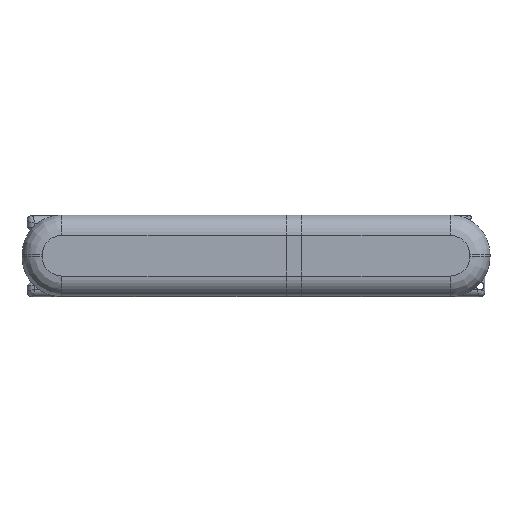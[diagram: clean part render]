
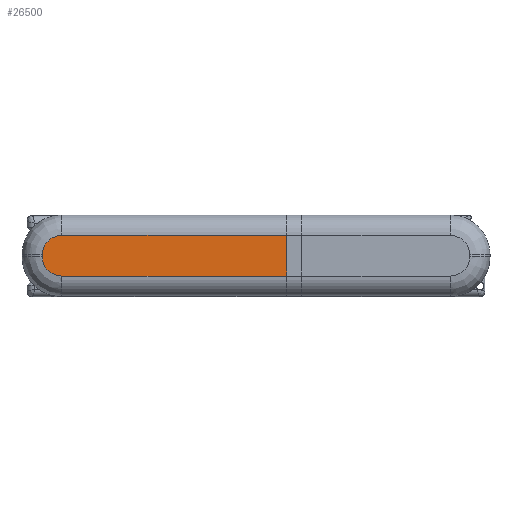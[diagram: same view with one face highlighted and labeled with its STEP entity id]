
A CAD part, top view. The second image highlights one B-rep face of the part: STEP entity #26500.
In plain terms, the highlighted planar face has unit normal (0, 0, 1).
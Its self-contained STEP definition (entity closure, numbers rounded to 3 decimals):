
#15607 = CYLINDRICAL_SURFACE('',#15608,4.);
#15608 = AXIS2_PLACEMENT_3D('',#15609,#15610,#15611);
#15609 = CARTESIAN_POINT('',(52.,-3.,38.));
#15610 = DIRECTION('',(-1.,-0.,-0.));
#15611 = DIRECTION('',(0.,0.,1.));
#18366 = CYLINDRICAL_SURFACE('',#18367,4.);
#18367 = AXIS2_PLACEMENT_3D('',#18368,#18369,#18370);
#18368 = CARTESIAN_POINT('',(4.8,5.,38.));
#18369 = DIRECTION('',(1.,0.,0.));
#18370 = DIRECTION('',(0.,0.,1.));
#23017 = EDGE_CURVE('',#23018,#23020,#23022,.T.);
#23018 = VERTEX_POINT('',#23019);
#23019 = CARTESIAN_POINT('',(49.,-3.,42.));
#23020 = VERTEX_POINT('',#23021);
#23021 = CARTESIAN_POINT('',(4.8,-3.,42.));
#23022 = SURFACE_CURVE('',#23023,(#23027,#23034),.PCURVE_S1.);
#23023 = LINE('',#23024,#23025);
#23024 = CARTESIAN_POINT('',(52.,-3.,42.));
#23025 = VECTOR('',#23026,1.);
#23026 = DIRECTION('',(-1.,-0.,-0.));
#23027 = PCURVE('',#15607,#23028);
#23028 = DEFINITIONAL_REPRESENTATION('',(#23029),#23033);
#23029 = LINE('',#23030,#23031);
#23030 = CARTESIAN_POINT('',(-0.,0.));
#23031 = VECTOR('',#23032,1.);
#23032 = DIRECTION('',(-0.,1.));
#23033 = ( GEOMETRIC_REPRESENTATION_CONTEXT(2) 
PARAMETRIC_REPRESENTATION_CONTEXT() REPRESENTATION_CONTEXT('2D SPACE',''
  ) );
#23034 = PCURVE('',#23035,#23040);
#23035 = PLANE('',#23036);
#23036 = AXIS2_PLACEMENT_3D('',#23037,#23038,#23039);
#23037 = CARTESIAN_POINT('',(-3.,-7.,42.));
#23038 = DIRECTION('',(0.,0.,1.));
#23039 = DIRECTION('',(1.,0.,0.));
#23040 = DEFINITIONAL_REPRESENTATION('',(#23041),#23045);
#23041 = LINE('',#23042,#23043);
#23042 = CARTESIAN_POINT('',(55.,4.));
#23043 = VECTOR('',#23044,1.);
#23044 = DIRECTION('',(-1.,-0.));
#23045 = ( GEOMETRIC_REPRESENTATION_CONTEXT(2) 
PARAMETRIC_REPRESENTATION_CONTEXT() REPRESENTATION_CONTEXT('2D SPACE',''
  ) );
#23113 = SURFACE_OF_REVOLUTION('',#23114,#23127);
#23114 = B_SPLINE_CURVE_WITH_KNOTS('',6,(#23115,#23116,#23117,#23118,
    #23119,#23120,#23121,#23122,#23123,#23124,#23125,#23126),
  .UNSPECIFIED.,.F.,.F.,(7,5,7),(4.712,5.498,
    6.283),.UNSPECIFIED.);
#23115 = CARTESIAN_POINT('',(4.8,-3.,42.));
#23116 = CARTESIAN_POINT('',(4.8,-3.524,42.));
#23117 = CARTESIAN_POINT('',(4.8,-4.047,41.918));
#23118 = CARTESIAN_POINT('',(4.8,-4.555,41.753));
#23119 = CARTESIAN_POINT('',(4.8,-5.03,41.511));
#23120 = CARTESIAN_POINT('',(4.8,-5.458,41.199));
#23121 = CARTESIAN_POINT('',(4.8,-6.199,40.458));
#23122 = CARTESIAN_POINT('',(4.8,-6.511,40.03));
#23123 = CARTESIAN_POINT('',(4.8,-6.753,39.555));
#23124 = CARTESIAN_POINT('',(4.8,-6.918,39.047));
#23125 = CARTESIAN_POINT('',(4.8,-7.,38.524));
#23126 = CARTESIAN_POINT('',(4.8,-7.,38.));
#23127 = AXIS1_PLACEMENT('',#23128,#23129);
#23128 = CARTESIAN_POINT('',(4.8,0.8,38.));
#23129 = DIRECTION('',(-0.,-0.,-1.));
#24721 = EDGE_CURVE('',#24722,#24724,#24726,.T.);
#24722 = VERTEX_POINT('',#24723);
#24723 = CARTESIAN_POINT('',(4.8,5.,42.));
#24724 = VERTEX_POINT('',#24725);
#24725 = CARTESIAN_POINT('',(49.,5.,42.));
#24726 = SURFACE_CURVE('',#24727,(#24731,#24738),.PCURVE_S1.);
#24727 = LINE('',#24728,#24729);
#24728 = CARTESIAN_POINT('',(4.8,5.,42.));
#24729 = VECTOR('',#24730,1.);
#24730 = DIRECTION('',(1.,0.,0.));
#24731 = PCURVE('',#18366,#24732);
#24732 = DEFINITIONAL_REPRESENTATION('',(#24733),#24737);
#24733 = LINE('',#24734,#24735);
#24734 = CARTESIAN_POINT('',(-0.,0.));
#24735 = VECTOR('',#24736,1.);
#24736 = DIRECTION('',(-0.,1.));
#24737 = ( GEOMETRIC_REPRESENTATION_CONTEXT(2) 
PARAMETRIC_REPRESENTATION_CONTEXT() REPRESENTATION_CONTEXT('2D SPACE',''
  ) );
#24738 = PCURVE('',#23035,#24739);
#24739 = DEFINITIONAL_REPRESENTATION('',(#24740),#24744);
#24740 = LINE('',#24741,#24742);
#24741 = CARTESIAN_POINT('',(7.8,12.));
#24742 = VECTOR('',#24743,1.);
#24743 = DIRECTION('',(1.,0.));
#24744 = ( GEOMETRIC_REPRESENTATION_CONTEXT(2) 
PARAMETRIC_REPRESENTATION_CONTEXT() REPRESENTATION_CONTEXT('2D SPACE',''
  ) );
#24762 = SURFACE_OF_REVOLUTION('',#24763,#24776);
#24763 = B_SPLINE_CURVE_WITH_KNOTS('',6,(#24764,#24765,#24766,#24767,
    #24768,#24769,#24770,#24771,#24772,#24773,#24774,#24775),
  .UNSPECIFIED.,.F.,.F.,(7,5,7),(4.712,5.498,
    6.283),.UNSPECIFIED.);
#24764 = CARTESIAN_POINT('',(1.,1.2,42.));
#24765 = CARTESIAN_POINT('',(0.476,1.2,42.));
#24766 = CARTESIAN_POINT('',(-0.047,1.2,41.918));
#24767 = CARTESIAN_POINT('',(-0.555,1.2,41.753));
#24768 = CARTESIAN_POINT('',(-1.03,1.2,41.511));
#24769 = CARTESIAN_POINT('',(-1.458,1.2,41.199));
#24770 = CARTESIAN_POINT('',(-2.199,1.2,40.458));
#24771 = CARTESIAN_POINT('',(-2.511,1.2,40.03));
#24772 = CARTESIAN_POINT('',(-2.753,1.2,39.555));
#24773 = CARTESIAN_POINT('',(-2.918,1.2,39.047));
#24774 = CARTESIAN_POINT('',(-3.,1.2,38.524));
#24775 = CARTESIAN_POINT('',(-3.,1.2,38.));
#24776 = AXIS1_PLACEMENT('',#24777,#24778);
#24777 = CARTESIAN_POINT('',(4.8,1.2,38.));
#24778 = DIRECTION('',(-0.,-0.,-1.));
#26500 = ADVANCED_FACE('',(#26501),#23035,.T.);
#26501 = FACE_BOUND('',#26502,.T.);
#26502 = EDGE_LOOP('',(#26503,#26504,#26530,#26531,#26559,#26587));
#26503 = ORIENTED_EDGE('',*,*,#23017,.F.);
#26504 = ORIENTED_EDGE('',*,*,#26505,.F.);
#26505 = EDGE_CURVE('',#24724,#23018,#26506,.T.);
#26506 = SURFACE_CURVE('',#26507,(#26511,#26518),.PCURVE_S1.);
#26507 = LINE('',#26508,#26509);
#26508 = CARTESIAN_POINT('',(49.,9.,42.));
#26509 = VECTOR('',#26510,1.);
#26510 = DIRECTION('',(0.,-1.,0.));
#26511 = PCURVE('',#23035,#26512);
#26512 = DEFINITIONAL_REPRESENTATION('',(#26513),#26517);
#26513 = LINE('',#26514,#26515);
#26514 = CARTESIAN_POINT('',(52.,16.));
#26515 = VECTOR('',#26516,1.);
#26516 = DIRECTION('',(0.,-1.));
#26517 = ( GEOMETRIC_REPRESENTATION_CONTEXT(2) 
PARAMETRIC_REPRESENTATION_CONTEXT() REPRESENTATION_CONTEXT('2D SPACE',''
  ) );
#26518 = PCURVE('',#26519,#26524);
#26519 = PLANE('',#26520);
#26520 = AXIS2_PLACEMENT_3D('',#26521,#26522,#26523);
#26521 = CARTESIAN_POINT('',(89.,9.,42.));
#26522 = DIRECTION('',(0.,0.,1.));
#26523 = DIRECTION('',(-1.,0.,0.));
#26524 = DEFINITIONAL_REPRESENTATION('',(#26525),#26529);
#26525 = LINE('',#26526,#26527);
#26526 = CARTESIAN_POINT('',(40.,0.));
#26527 = VECTOR('',#26528,1.);
#26528 = DIRECTION('',(0.,1.));
#26529 = ( GEOMETRIC_REPRESENTATION_CONTEXT(2) 
PARAMETRIC_REPRESENTATION_CONTEXT() REPRESENTATION_CONTEXT('2D SPACE',''
  ) );
#26530 = ORIENTED_EDGE('',*,*,#24721,.F.);
#26531 = ORIENTED_EDGE('',*,*,#26532,.F.);
#26532 = EDGE_CURVE('',#26533,#24722,#26535,.T.);
#26533 = VERTEX_POINT('',#26534);
#26534 = CARTESIAN_POINT('',(1.,1.2,42.));
#26535 = SURFACE_CURVE('',#26536,(#26541,#26552),.PCURVE_S1.);
#26536 = CIRCLE('',#26537,3.8);
#26537 = AXIS2_PLACEMENT_3D('',#26538,#26539,#26540);
#26538 = CARTESIAN_POINT('',(4.8,1.2,42.));
#26539 = DIRECTION('',(-0.,0.,-1.));
#26540 = DIRECTION('',(-1.,0.,0.));
#26541 = PCURVE('',#23035,#26542);
#26542 = DEFINITIONAL_REPRESENTATION('',(#26543),#26551);
#26543 = ( BOUNDED_CURVE() B_SPLINE_CURVE(2,(#26544,#26545,#26546,#26547
    ,#26548,#26549,#26550),.UNSPECIFIED.,.T.,.F.) 
B_SPLINE_CURVE_WITH_KNOTS((1,2,2,2,2,1),(-2.094,0.,
    2.094,4.189,6.283,8.378),
.UNSPECIFIED.) CURVE() GEOMETRIC_REPRESENTATION_ITEM() 
RATIONAL_B_SPLINE_CURVE((1.,0.5,1.,0.5,1.,0.5,1.)) REPRESENTATION_ITEM(
  '') );
#26544 = CARTESIAN_POINT('',(4.,8.2));
#26545 = CARTESIAN_POINT('',(4.,14.782));
#26546 = CARTESIAN_POINT('',(9.7,11.491));
#26547 = CARTESIAN_POINT('',(15.4,8.2));
#26548 = CARTESIAN_POINT('',(9.7,4.909));
#26549 = CARTESIAN_POINT('',(4.,1.618));
#26550 = CARTESIAN_POINT('',(4.,8.2));
#26551 = ( GEOMETRIC_REPRESENTATION_CONTEXT(2) 
PARAMETRIC_REPRESENTATION_CONTEXT() REPRESENTATION_CONTEXT('2D SPACE',''
  ) );
#26552 = PCURVE('',#24762,#26553);
#26553 = DEFINITIONAL_REPRESENTATION('',(#26554),#26558);
#26554 = LINE('',#26555,#26556);
#26555 = CARTESIAN_POINT('',(0.,4.712));
#26556 = VECTOR('',#26557,1.);
#26557 = DIRECTION('',(1.,0.));
#26558 = ( GEOMETRIC_REPRESENTATION_CONTEXT(2) 
PARAMETRIC_REPRESENTATION_CONTEXT() REPRESENTATION_CONTEXT('2D SPACE',''
  ) );
#26559 = ORIENTED_EDGE('',*,*,#26560,.F.);
#26560 = EDGE_CURVE('',#26561,#26533,#26563,.T.);
#26561 = VERTEX_POINT('',#26562);
#26562 = CARTESIAN_POINT('',(1.,0.8,42.));
#26563 = SURFACE_CURVE('',#26564,(#26568,#26575),.PCURVE_S1.);
#26564 = LINE('',#26565,#26566);
#26565 = CARTESIAN_POINT('',(1.,0.8,42.));
#26566 = VECTOR('',#26567,1.);
#26567 = DIRECTION('',(0.,1.,0.));
#26568 = PCURVE('',#23035,#26569);
#26569 = DEFINITIONAL_REPRESENTATION('',(#26570),#26574);
#26570 = LINE('',#26571,#26572);
#26571 = CARTESIAN_POINT('',(4.,7.8));
#26572 = VECTOR('',#26573,1.);
#26573 = DIRECTION('',(0.,1.));
#26574 = ( GEOMETRIC_REPRESENTATION_CONTEXT(2) 
PARAMETRIC_REPRESENTATION_CONTEXT() REPRESENTATION_CONTEXT('2D SPACE',''
  ) );
#26575 = PCURVE('',#26576,#26581);
#26576 = CYLINDRICAL_SURFACE('',#26577,4.);
#26577 = AXIS2_PLACEMENT_3D('',#26578,#26579,#26580);
#26578 = CARTESIAN_POINT('',(1.,0.8,38.));
#26579 = DIRECTION('',(0.,1.,0.));
#26580 = DIRECTION('',(0.,0.,1.));
#26581 = DEFINITIONAL_REPRESENTATION('',(#26582),#26586);
#26582 = LINE('',#26583,#26584);
#26583 = CARTESIAN_POINT('',(-0.,0.));
#26584 = VECTOR('',#26585,1.);
#26585 = DIRECTION('',(-0.,1.));
#26586 = ( GEOMETRIC_REPRESENTATION_CONTEXT(2) 
PARAMETRIC_REPRESENTATION_CONTEXT() REPRESENTATION_CONTEXT('2D SPACE',''
  ) );
#26587 = ORIENTED_EDGE('',*,*,#26588,.F.);
#26588 = EDGE_CURVE('',#23020,#26561,#26589,.T.);
#26589 = SURFACE_CURVE('',#26590,(#26595,#26606),.PCURVE_S1.);
#26590 = CIRCLE('',#26591,3.8);
#26591 = AXIS2_PLACEMENT_3D('',#26592,#26593,#26594);
#26592 = CARTESIAN_POINT('',(4.8,0.8,42.));
#26593 = DIRECTION('',(-0.,0.,-1.));
#26594 = DIRECTION('',(0.,-1.,0.));
#26595 = PCURVE('',#23035,#26596);
#26596 = DEFINITIONAL_REPRESENTATION('',(#26597),#26605);
#26597 = ( BOUNDED_CURVE() B_SPLINE_CURVE(2,(#26598,#26599,#26600,#26601
    ,#26602,#26603,#26604),.UNSPECIFIED.,.T.,.F.) 
B_SPLINE_CURVE_WITH_KNOTS((1,2,2,2,2,1),(-2.094,0.,
    2.094,4.189,6.283,8.378),
.UNSPECIFIED.) CURVE() GEOMETRIC_REPRESENTATION_ITEM() 
RATIONAL_B_SPLINE_CURVE((1.,0.5,1.,0.5,1.,0.5,1.)) REPRESENTATION_ITEM(
  '') );
#26598 = CARTESIAN_POINT('',(7.8,4.));
#26599 = CARTESIAN_POINT('',(1.218,4.));
#26600 = CARTESIAN_POINT('',(4.509,9.7));
#26601 = CARTESIAN_POINT('',(7.8,15.4));
#26602 = CARTESIAN_POINT('',(11.091,9.7));
#26603 = CARTESIAN_POINT('',(14.382,4.));
#26604 = CARTESIAN_POINT('',(7.8,4.));
#26605 = ( GEOMETRIC_REPRESENTATION_CONTEXT(2) 
PARAMETRIC_REPRESENTATION_CONTEXT() REPRESENTATION_CONTEXT('2D SPACE',''
  ) );
#26606 = PCURVE('',#23113,#26607);
#26607 = DEFINITIONAL_REPRESENTATION('',(#26608),#26612);
#26608 = LINE('',#26609,#26610);
#26609 = CARTESIAN_POINT('',(0.,4.712));
#26610 = VECTOR('',#26611,1.);
#26611 = DIRECTION('',(1.,0.));
#26612 = ( GEOMETRIC_REPRESENTATION_CONTEXT(2) 
PARAMETRIC_REPRESENTATION_CONTEXT() REPRESENTATION_CONTEXT('2D SPACE',''
  ) );
